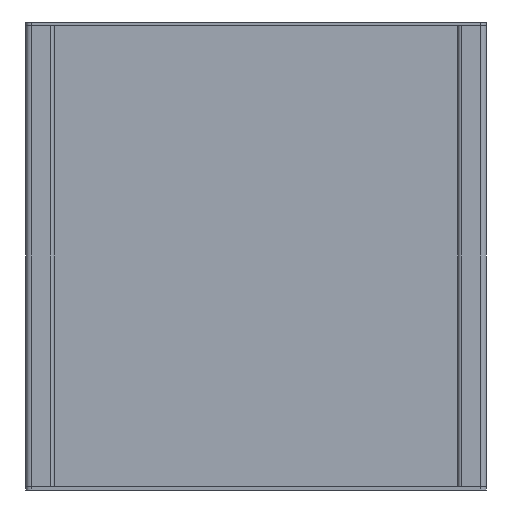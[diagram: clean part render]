
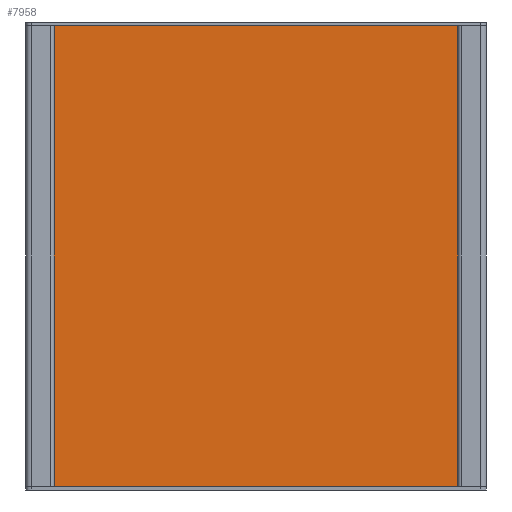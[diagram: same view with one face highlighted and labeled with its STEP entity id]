
A CAD part, front view. The second image highlights one B-rep face of the part: STEP entity #7958.
In plain terms, the highlighted planar face has unit normal (0, -1, 0).
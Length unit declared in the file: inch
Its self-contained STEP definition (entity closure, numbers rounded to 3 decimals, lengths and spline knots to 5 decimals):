
#250 = CARTESIAN_POINT ( 'NONE',  ( 0.02, -0.064, -0.02 ) ) ;
#341 = VERTEX_POINT ( 'NONE', #8338 ) ;
#395 = LINE ( 'NONE', #14571, #7615 ) ;
#483 = VECTOR ( 'NONE', #17635, 39.37008 ) ;
#892 = LINE ( 'NONE', #12387, #483 ) ;
#970 = CARTESIAN_POINT ( 'NONE',  ( 5.7, -0.064, -5.974 ) ) ;
#1048 = DIRECTION ( 'NONE',  ( 0., -1., 0. ) ) ;
#1213 = PLANE ( 'NONE',  #22365 ) ;
#1383 = DIRECTION ( 'NONE',  ( -1., 0., 0. ) ) ;
#1505 = ORIENTED_EDGE ( 'NONE', *, *, #15126, .T. ) ;
#1658 = LINE ( 'NONE', #7252, #11168 ) ;
#2429 = ORIENTED_EDGE ( 'NONE', *, *, #16392, .T. ) ;
#2579 = EDGE_LOOP ( 'NONE', ( #8278, #16362, #18177, #14734, #6317, #22509, #14469, #12095 ) ) ;
#2609 = DIRECTION ( 'NONE',  ( 1., 0., 0. ) ) ;
#2799 = EDGE_CURVE ( 'NONE', #14411, #20273, #395, .T. ) ;
#2985 = DIRECTION ( 'NONE',  ( 0., 0., 1. ) ) ;
#3028 = VERTEX_POINT ( 'NONE', #6547 ) ;
#3049 = CARTESIAN_POINT ( 'NONE',  ( 5.72, -0.064, -0.02 ) ) ;
#3118 = ORIENTED_EDGE ( 'NONE', *, *, #22252, .T. ) ;
#3787 = EDGE_CURVE ( 'NONE', #16929, #17562, #11641, .T. ) ;
#3828 = ORIENTED_EDGE ( 'NONE', *, *, #2799, .T. ) ;
#4091 = VECTOR ( 'NONE', #21716, 39.37008 ) ;
#4281 = CARTESIAN_POINT ( 'NONE',  ( 5.6575, -0.064, -5.369 ) ) ;
#4349 = CARTESIAN_POINT ( 'NONE',  ( 0., -0.064, 0. ) ) ;
#4586 = CARTESIAN_POINT ( 'NONE',  ( 0., -0.064, -5.994 ) ) ;
#4667 = CARTESIAN_POINT ( 'NONE',  ( 5.5325, -0.064, -5.369 ) ) ;
#4893 = CARTESIAN_POINT ( 'NONE',  ( 5.5325, -0.064, -5.369 ) ) ;
#5188 = CARTESIAN_POINT ( 'NONE',  ( 5.5325, -0.064, -0.375 ) ) ;
#5539 = VERTEX_POINT ( 'NONE', #4281 ) ;
#6317 = ORIENTED_EDGE ( 'NONE', *, *, #10035, .F. ) ;
#6547 = CARTESIAN_POINT ( 'NONE',  ( 0., -0.064, -5.974 ) ) ;
#7252 = CARTESIAN_POINT ( 'NONE',  ( 5.72, -0.064, 0. ) ) ;
#7353 = EDGE_CURVE ( 'NONE', #20273, #20185, #20357, .T. ) ;
#7437 = VECTOR ( 'NONE', #21366, 39.37008 ) ;
#7585 = EDGE_CURVE ( 'NONE', #17696, #8267, #16575, .T. ) ;
#7615 = VECTOR ( 'NONE', #17998, 39.37008 ) ;
#7958 = ADVANCED_FACE ( 'NONE', ( #18473, #11511, #15266 ), #1213, .T. ) ;
#8009 = DIRECTION ( 'NONE',  ( 0., 0., -1. ) ) ;
#8239 = VERTEX_POINT ( 'NONE', #13801 ) ;
#8267 = VERTEX_POINT ( 'NONE', #19178 ) ;
#8278 = ORIENTED_EDGE ( 'NONE', *, *, #8935, .F. ) ;
#8338 = CARTESIAN_POINT ( 'NONE',  ( 5.6575, -0.064, -0.375 ) ) ;
#8823 = VECTOR ( 'NONE', #11475, 39.37008 ) ;
#8935 = EDGE_CURVE ( 'NONE', #3028, #16241, #21724, .T. ) ;
#9170 = DIRECTION ( 'NONE',  ( 0., 0., -1. ) ) ;
#9185 = EDGE_CURVE ( 'NONE', #8267, #10612, #20905, .T. ) ;
#9215 = EDGE_CURVE ( 'NONE', #19731, #17562, #18497, .T. ) ;
#9442 = ORIENTED_EDGE ( 'NONE', *, *, #9185, .T. ) ;
#9743 = CARTESIAN_POINT ( 'NONE',  ( 5.5325, -0.064, -0.375 ) ) ;
#9792 = CARTESIAN_POINT ( 'NONE',  ( 5.7, -0.064, -0.02 ) ) ;
#10035 = EDGE_CURVE ( 'NONE', #16929, #13716, #1658, .T. ) ;
#10524 = ORIENTED_EDGE ( 'NONE', *, *, #7585, .T. ) ;
#10584 = DIRECTION ( 'NONE',  ( 0., 0., -1. ) ) ;
#10612 = VERTEX_POINT ( 'NONE', #4667 ) ;
#11115 = DIRECTION ( 'NONE',  ( 0., 0., 1. ) ) ;
#11168 = VECTOR ( 'NONE', #10584, 39.37008 ) ;
#11201 = VECTOR ( 'NONE', #19077, 39.37008 ) ;
#11475 = DIRECTION ( 'NONE',  ( 0., 0., -1. ) ) ;
#11511 = FACE_BOUND ( 'NONE', #13475, .T. ) ;
#11512 = CIRCLE ( 'NONE', #19162, 0.02 ) ;
#11590 = LINE ( 'NONE', #13300, #8823 ) ;
#11641 = CIRCLE ( 'NONE', #13094, 0.02 ) ;
#12014 = EDGE_CURVE ( 'NONE', #3028, #22409, #18015, .T. ) ;
#12041 = EDGE_CURVE ( 'NONE', #8239, #22409, #17047, .T. ) ;
#12095 = ORIENTED_EDGE ( 'NONE', *, *, #13246, .T. ) ;
#12116 = LINE ( 'NONE', #4893, #11201 ) ;
#12373 = CIRCLE ( 'NONE', #14186, 0.02 ) ;
#12387 = CARTESIAN_POINT ( 'NONE',  ( 5.6575, -0.064, -5.619 ) ) ;
#13094 = AXIS2_PLACEMENT_3D ( 'NONE', #9792, #18363, #20296 ) ;
#13193 = CARTESIAN_POINT ( 'NONE',  ( 5.6575, -0.064, -5.619 ) ) ;
#13223 = CARTESIAN_POINT ( 'NONE',  ( 0., -0.064, -5.994 ) ) ;
#13246 = EDGE_CURVE ( 'NONE', #19731, #16241, #11512, .T. ) ;
#13300 = CARTESIAN_POINT ( 'NONE',  ( 5.6575, -0.064, -0.375 ) ) ;
#13475 = EDGE_LOOP ( 'NONE', ( #2429, #3828, #20387, #3118 ) ) ;
#13574 = VECTOR ( 'NONE', #2985, 39.37008 ) ;
#13622 = VECTOR ( 'NONE', #11115, 39.37008 ) ;
#13716 = VERTEX_POINT ( 'NONE', #16562 ) ;
#13801 = CARTESIAN_POINT ( 'NONE',  ( 5.7, -0.064, -5.994 ) ) ;
#14186 = AXIS2_PLACEMENT_3D ( 'NONE', #970, #16736, #22544 ) ;
#14249 = CARTESIAN_POINT ( 'NONE',  ( 5.5325, -0.064, -0.375 ) ) ;
#14411 = VERTEX_POINT ( 'NONE', #17869 ) ;
#14428 = DIRECTION ( 'NONE',  ( 0., -1., 0. ) ) ;
#14469 = ORIENTED_EDGE ( 'NONE', *, *, #9215, .F. ) ;
#14565 = CARTESIAN_POINT ( 'NONE',  ( 5.7, -0.064, 0. ) ) ;
#14571 = CARTESIAN_POINT ( 'NONE',  ( 5.5325, -0.064, -0.625 ) ) ;
#14726 = VECTOR ( 'NONE', #1383, 39.37008 ) ;
#14734 = ORIENTED_EDGE ( 'NONE', *, *, #21318, .T. ) ;
#15126 = EDGE_CURVE ( 'NONE', #10612, #5539, #12116, .T. ) ;
#15266 = FACE_OUTER_BOUND ( 'NONE', #2579, .T. ) ;
#15737 = DIRECTION ( 'NONE',  ( 1., 0., 0. ) ) ;
#16241 = VERTEX_POINT ( 'NONE', #21306 ) ;
#16362 = ORIENTED_EDGE ( 'NONE', *, *, #12014, .T. ) ;
#16392 = EDGE_CURVE ( 'NONE', #341, #14411, #11590, .T. ) ;
#16435 = VECTOR ( 'NONE', #15737, 39.37008 ) ;
#16525 = CARTESIAN_POINT ( 'NONE',  ( 0.02, -0.064, -5.994 ) ) ;
#16562 = CARTESIAN_POINT ( 'NONE',  ( 5.72, -0.064, -5.974 ) ) ;
#16575 = LINE ( 'NONE', #17954, #4091 ) ;
#16701 = CARTESIAN_POINT ( 'NONE',  ( 0.02, -0.064, -5.974 ) ) ;
#16736 = DIRECTION ( 'NONE',  ( 0., -1., 0. ) ) ;
#16750 = EDGE_CURVE ( 'NONE', #5539, #17696, #892, .T. ) ;
#16783 = CARTESIAN_POINT ( 'NONE',  ( 0., -0.064, 0. ) ) ;
#16929 = VERTEX_POINT ( 'NONE', #3049 ) ;
#17047 = LINE ( 'NONE', #4586, #14726 ) ;
#17562 = VERTEX_POINT ( 'NONE', #14565 ) ;
#17635 = DIRECTION ( 'NONE',  ( 0., 0., -1. ) ) ;
#17696 = VERTEX_POINT ( 'NONE', #13193 ) ;
#17719 = CARTESIAN_POINT ( 'NONE',  ( 5.5325, -0.064, -5.619 ) ) ;
#17731 = EDGE_LOOP ( 'NONE', ( #9442, #1505, #22578, #10524 ) ) ;
#17869 = CARTESIAN_POINT ( 'NONE',  ( 5.6575, -0.064, -0.625 ) ) ;
#17954 = CARTESIAN_POINT ( 'NONE',  ( 5.5325, -0.064, -5.619 ) ) ;
#17998 = DIRECTION ( 'NONE',  ( -1., 0., 0. ) ) ;
#18015 = CIRCLE ( 'NONE', #21665, 0.02 ) ;
#18032 = VECTOR ( 'NONE', #2609, 39.37008 ) ;
#18177 = ORIENTED_EDGE ( 'NONE', *, *, #12041, .F. ) ;
#18363 = DIRECTION ( 'NONE',  ( 0., -1., 0. ) ) ;
#18473 = FACE_BOUND ( 'NONE', #17731, .T. ) ;
#18497 = LINE ( 'NONE', #16783, #18032 ) ;
#18916 = CARTESIAN_POINT ( 'NONE',  ( 5.5325, -0.064, -0.625 ) ) ;
#19077 = DIRECTION ( 'NONE',  ( 1., 0., 0. ) ) ;
#19162 = AXIS2_PLACEMENT_3D ( 'NONE', #250, #14428, #9170 ) ;
#19178 = CARTESIAN_POINT ( 'NONE',  ( 5.5325, -0.064, -5.619 ) ) ;
#19731 = VERTEX_POINT ( 'NONE', #21601 ) ;
#20185 = VERTEX_POINT ( 'NONE', #5188 ) ;
#20273 = VERTEX_POINT ( 'NONE', #18916 ) ;
#20296 = DIRECTION ( 'NONE',  ( 0., 0., -1. ) ) ;
#20357 = LINE ( 'NONE', #9743, #13574 ) ;
#20387 = ORIENTED_EDGE ( 'NONE', *, *, #7353, .T. ) ;
#20755 = LINE ( 'NONE', #14249, #16435 ) ;
#20905 = LINE ( 'NONE', #17719, #7437 ) ;
#21306 = CARTESIAN_POINT ( 'NONE',  ( 0., -0.064, -0.02 ) ) ;
#21318 = EDGE_CURVE ( 'NONE', #8239, #13716, #12373, .T. ) ;
#21366 = DIRECTION ( 'NONE',  ( 0., 0., 1. ) ) ;
#21601 = CARTESIAN_POINT ( 'NONE',  ( 0.02, -0.064, 0. ) ) ;
#21665 = AXIS2_PLACEMENT_3D ( 'NONE', #16701, #1048, #8009 ) ;
#21716 = DIRECTION ( 'NONE',  ( -1., 0., 0. ) ) ;
#21724 = LINE ( 'NONE', #4349, #13622 ) ;
#22019 = DIRECTION ( 'NONE',  ( 0., 0., -1. ) ) ;
#22252 = EDGE_CURVE ( 'NONE', #20185, #341, #20755, .T. ) ;
#22365 = AXIS2_PLACEMENT_3D ( 'NONE', #13223, #22474, #22019 ) ;
#22409 = VERTEX_POINT ( 'NONE', #16525 ) ;
#22474 = DIRECTION ( 'NONE',  ( 0., -1., 0. ) ) ;
#22509 = ORIENTED_EDGE ( 'NONE', *, *, #3787, .T. ) ;
#22544 = DIRECTION ( 'NONE',  ( 0., 0., -1. ) ) ;
#22578 = ORIENTED_EDGE ( 'NONE', *, *, #16750, .T. ) ;
